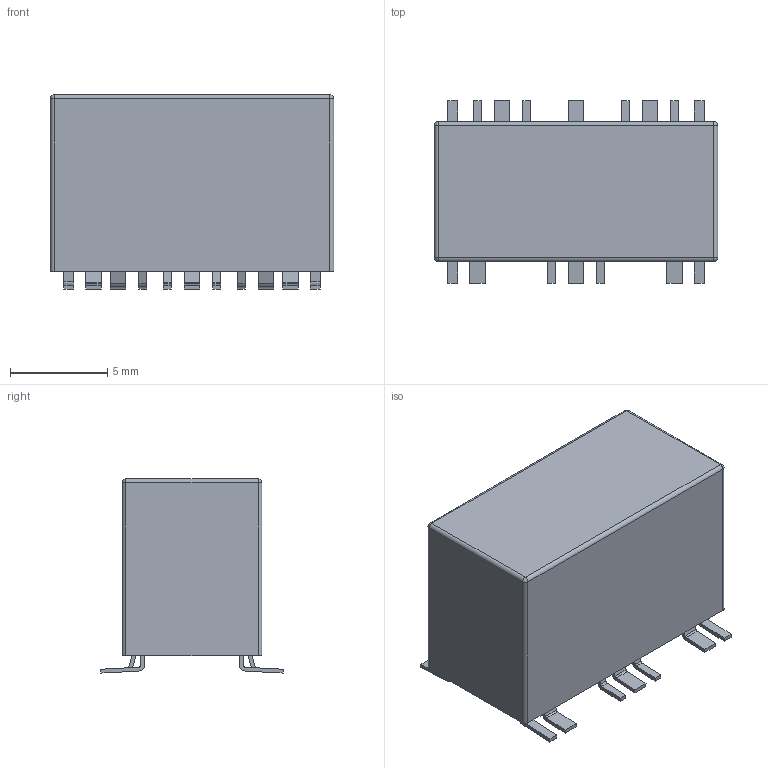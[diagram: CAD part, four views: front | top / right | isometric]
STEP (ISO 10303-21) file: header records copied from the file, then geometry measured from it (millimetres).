
FILE_DESCRIPTION((''),'2;1');
FILE_NAME('REL_TYCO_HF3-50.stp','2013-05-13T10:21:11',(''),(''),'Mechanical Desktop 2011','Mechanical Desktop 2011',', , ');
FILE_SCHEMA(('AUTOMOTIVE_DESIGN { 1 2 10303 214 1 1 1 1 }'));
Length unit declared in the file: millimetre
Products named in the file (1): Product
Bounding box: 14.6 x 9.4 x 10 mm (x, y, z)
Volume: 921.2 mm3; surface area: 691 mm2
Topology: 17 solids, 17 shells, 183 faces, 436 edges, 284 vertices
Faces by surface type: plane 94, bspline 55, cylinder 30, sphere 4
Entity records: 5376 total; most frequent: CARTESIAN_POINT 1205, ORIENTED_EDGE 864, DIRECTION 770, EDGE_CURVE 432, VECTOR 352, LINE 352, VERTEX_POINT 284, AXIS2_PLACEMENT_3D 209
